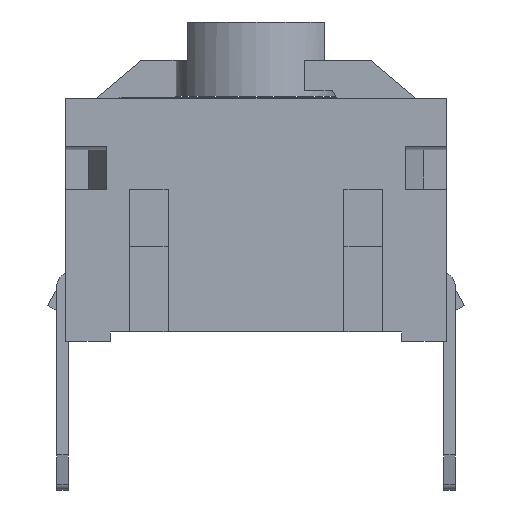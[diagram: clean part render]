
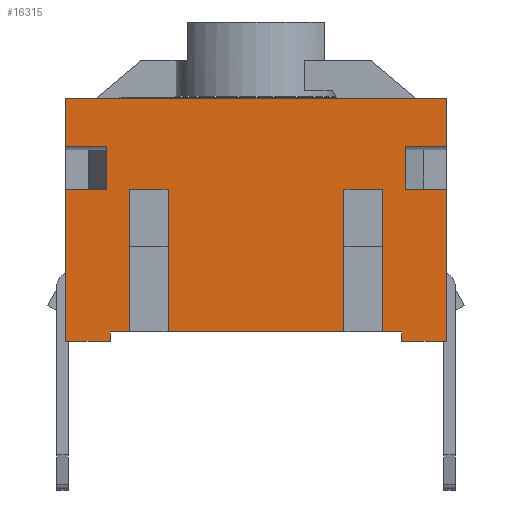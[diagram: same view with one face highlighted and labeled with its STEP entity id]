
A CAD part, front view. The second image highlights one B-rep face of the part: STEP entity #16315.
In plain terms, the highlighted planar face has unit normal (0, -1, 0).
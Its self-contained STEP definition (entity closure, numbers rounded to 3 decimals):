
#2988 = VERTEX_POINT('',#2989);
#2989 = CARTESIAN_POINT('',(-5.,-5.,0.));
#2995 = EDGE_CURVE('',#2988,#2996,#2998,.T.);
#2996 = VERTEX_POINT('',#2997);
#2997 = CARTESIAN_POINT('',(-5.,-5.,4.));
#2998 = LINE('',#2999,#3000);
#2999 = CARTESIAN_POINT('',(-5.,-5.,0.));
#3000 = VECTOR('',#3001,1.);
#3001 = DIRECTION('',(0.,0.,1.));
#5830 = VERTEX_POINT('',#5831);
#5831 = CARTESIAN_POINT('',(-2.31,-5.,4.));
#5837 = EDGE_CURVE('',#5838,#5830,#5840,.T.);
#5838 = VERTEX_POINT('',#5839);
#5839 = CARTESIAN_POINT('',(-3.31,-5.,4.));
#5840 = LINE('',#5841,#5842);
#5841 = CARTESIAN_POINT('',(-3.31,-5.,4.));
#5842 = VECTOR('',#5843,1.);
#5843 = DIRECTION('',(1.,0.,0.));
#5910 = VERTEX_POINT('',#5911);
#5911 = CARTESIAN_POINT('',(3.31,-5.,4.));
#5917 = EDGE_CURVE('',#5918,#5910,#5920,.T.);
#5918 = VERTEX_POINT('',#5919);
#5919 = CARTESIAN_POINT('',(2.31,-5.,4.));
#5920 = LINE('',#5921,#5922);
#5921 = CARTESIAN_POINT('',(2.31,-5.,4.));
#5922 = VECTOR('',#5923,1.);
#5923 = DIRECTION('',(1.,0.,0.));
#9042 = VERTEX_POINT('',#9043);
#9043 = CARTESIAN_POINT('',(-3.912,-5.,5.116));
#9050 = EDGE_CURVE('',#9042,#9051,#9053,.T.);
#9051 = VERTEX_POINT('',#9052);
#9052 = CARTESIAN_POINT('',(-5.,-5.,5.116));
#9053 = LINE('',#9054,#9055);
#9054 = CARTESIAN_POINT('',(-3.912,-5.,5.116));
#9055 = VECTOR('',#9056,1.);
#9056 = DIRECTION('',(-1.,0.,0.));
#9126 = EDGE_CURVE('',#9127,#9129,#9131,.T.);
#9127 = VERTEX_POINT('',#9128);
#9128 = CARTESIAN_POINT('',(5.,-5.,5.116));
#9129 = VERTEX_POINT('',#9130);
#9130 = CARTESIAN_POINT('',(3.912,-5.,5.116));
#9131 = LINE('',#9132,#9133);
#9132 = CARTESIAN_POINT('',(5.,-5.,5.116));
#9133 = VECTOR('',#9134,1.);
#9134 = DIRECTION('',(-1.,0.,0.));
#9294 = EDGE_CURVE('',#9295,#9129,#9297,.T.);
#9295 = VERTEX_POINT('',#9296);
#9296 = CARTESIAN_POINT('',(3.912,-5.,4.));
#9297 = LINE('',#9298,#9299);
#9298 = CARTESIAN_POINT('',(3.912,-5.,4.));
#9299 = VECTOR('',#9300,1.);
#9300 = DIRECTION('',(0.,0.,1.));
#9316 = EDGE_CURVE('',#9317,#9042,#9319,.T.);
#9317 = VERTEX_POINT('',#9318);
#9318 = CARTESIAN_POINT('',(-3.912,-5.,4.));
#9319 = LINE('',#9320,#9321);
#9320 = CARTESIAN_POINT('',(-3.912,-5.,4.));
#9321 = VECTOR('',#9322,1.);
#9322 = DIRECTION('',(0.,0.,1.));
#9539 = EDGE_CURVE('',#9540,#9051,#9542,.T.);
#9540 = VERTEX_POINT('',#9541);
#9541 = CARTESIAN_POINT('',(-5.,-5.,6.385));
#9542 = LINE('',#9543,#9544);
#9543 = CARTESIAN_POINT('',(-5.,-5.,6.385));
#9544 = VECTOR('',#9545,1.);
#9545 = DIRECTION('',(0.,0.,-1.));
#9638 = VERTEX_POINT('',#9639);
#9639 = CARTESIAN_POINT('',(5.,-5.,6.385));
#9645 = EDGE_CURVE('',#9127,#9638,#9646,.T.);
#9646 = LINE('',#9647,#9648);
#9647 = CARTESIAN_POINT('',(5.,-5.,5.116));
#9648 = VECTOR('',#9649,1.);
#9649 = DIRECTION('',(0.,0.,1.));
#9952 = EDGE_CURVE('',#9540,#9638,#9953,.T.);
#9953 = LINE('',#9954,#9955);
#9954 = CARTESIAN_POINT('',(-5.,-5.,6.385));
#9955 = VECTOR('',#9956,1.);
#9956 = DIRECTION('',(1.,0.,0.));
#9971 = EDGE_CURVE('',#9972,#9295,#9974,.T.);
#9972 = VERTEX_POINT('',#9973);
#9973 = CARTESIAN_POINT('',(5.,-5.,4.));
#9974 = LINE('',#9975,#9976);
#9975 = CARTESIAN_POINT('',(5.,-5.,4.));
#9976 = VECTOR('',#9977,1.);
#9977 = DIRECTION('',(-1.,0.,0.));
#10003 = EDGE_CURVE('',#9317,#2996,#10004,.T.);
#10004 = LINE('',#10005,#10006);
#10005 = CARTESIAN_POINT('',(-3.912,-5.,4.));
#10006 = VECTOR('',#10007,1.);
#10007 = DIRECTION('',(-1.,0.,0.));
#13140 = VERTEX_POINT('',#13141);
#13141 = CARTESIAN_POINT('',(2.31,-5.,0.25));
#13147 = EDGE_CURVE('',#13148,#13140,#13150,.T.);
#13148 = VERTEX_POINT('',#13149);
#13149 = CARTESIAN_POINT('',(-2.31,-5.,0.25));
#13150 = LINE('',#13151,#13152);
#13151 = CARTESIAN_POINT('',(-2.31,-5.,0.25));
#13152 = VECTOR('',#13153,1.);
#13153 = DIRECTION('',(1.,0.,0.));
#13172 = VERTEX_POINT('',#13173);
#13173 = CARTESIAN_POINT('',(-3.31,-5.,0.25));
#13179 = EDGE_CURVE('',#13180,#13172,#13182,.T.);
#13180 = VERTEX_POINT('',#13181);
#13181 = CARTESIAN_POINT('',(-3.82,-5.,0.25));
#13182 = LINE('',#13183,#13184);
#13183 = CARTESIAN_POINT('',(-3.82,-5.,0.25));
#13184 = VECTOR('',#13185,1.);
#13185 = DIRECTION('',(1.,0.,0.));
#13300 = VERTEX_POINT('',#13301);
#13301 = CARTESIAN_POINT('',(3.82,-5.,0.25));
#13307 = EDGE_CURVE('',#13308,#13300,#13310,.T.);
#13308 = VERTEX_POINT('',#13309);
#13309 = CARTESIAN_POINT('',(3.31,-5.,0.25));
#13310 = LINE('',#13311,#13312);
#13311 = CARTESIAN_POINT('',(3.31,-5.,0.25));
#13312 = VECTOR('',#13313,1.);
#13313 = DIRECTION('',(1.,0.,0.));
#13872 = EDGE_CURVE('',#13873,#9972,#13875,.T.);
#13873 = VERTEX_POINT('',#13874);
#13874 = CARTESIAN_POINT('',(5.,-5.,0.));
#13875 = LINE('',#13876,#13877);
#13876 = CARTESIAN_POINT('',(5.,-5.,0.));
#13877 = VECTOR('',#13878,1.);
#13878 = DIRECTION('',(0.,0.,1.));
#16100 = EDGE_CURVE('',#5830,#13148,#16101,.T.);
#16101 = LINE('',#16102,#16103);
#16102 = CARTESIAN_POINT('',(-2.31,-5.,4.));
#16103 = VECTOR('',#16104,1.);
#16104 = DIRECTION('',(0.,0.,-1.));
#16141 = EDGE_CURVE('',#5910,#13308,#16142,.T.);
#16142 = LINE('',#16143,#16144);
#16143 = CARTESIAN_POINT('',(3.31,-5.,4.));
#16144 = VECTOR('',#16145,1.);
#16145 = DIRECTION('',(0.,0.,-1.));
#16175 = EDGE_CURVE('',#13140,#5918,#16176,.T.);
#16176 = LINE('',#16177,#16178);
#16177 = CARTESIAN_POINT('',(2.31,-5.,0.25));
#16178 = VECTOR('',#16179,1.);
#16179 = DIRECTION('',(0.,0.,1.));
#16194 = EDGE_CURVE('',#13172,#5838,#16195,.T.);
#16195 = LINE('',#16196,#16197);
#16196 = CARTESIAN_POINT('',(-3.31,-5.,0.25));
#16197 = VECTOR('',#16198,1.);
#16198 = DIRECTION('',(0.,0.,1.));
#16315 = ADVANCED_FACE('',(#16316),#16366,.T.);
#16316 = FACE_BOUND('',#16317,.T.);
#16317 = EDGE_LOOP('',(#16318,#16319,#16320,#16328,#16334,#16335,#16336,
    #16337,#16338,#16339,#16340,#16341,#16342,#16343,#16344,#16345,
    #16353,#16359,#16360,#16361,#16362,#16363,#16364,#16365));
#16318 = ORIENTED_EDGE('',*,*,#16141,.T.);
#16319 = ORIENTED_EDGE('',*,*,#13307,.T.);
#16320 = ORIENTED_EDGE('',*,*,#16321,.T.);
#16321 = EDGE_CURVE('',#13300,#16322,#16324,.T.);
#16322 = VERTEX_POINT('',#16323);
#16323 = CARTESIAN_POINT('',(3.82,-5.,0.));
#16324 = LINE('',#16325,#16326);
#16325 = CARTESIAN_POINT('',(3.82,-5.,0.25));
#16326 = VECTOR('',#16327,1.);
#16327 = DIRECTION('',(0.,0.,-1.));
#16328 = ORIENTED_EDGE('',*,*,#16329,.F.);
#16329 = EDGE_CURVE('',#13873,#16322,#16330,.T.);
#16330 = LINE('',#16331,#16332);
#16331 = CARTESIAN_POINT('',(5.,-5.,0.));
#16332 = VECTOR('',#16333,1.);
#16333 = DIRECTION('',(-1.,0.,0.));
#16334 = ORIENTED_EDGE('',*,*,#13872,.T.);
#16335 = ORIENTED_EDGE('',*,*,#9971,.T.);
#16336 = ORIENTED_EDGE('',*,*,#9294,.T.);
#16337 = ORIENTED_EDGE('',*,*,#9126,.F.);
#16338 = ORIENTED_EDGE('',*,*,#9645,.T.);
#16339 = ORIENTED_EDGE('',*,*,#9952,.F.);
#16340 = ORIENTED_EDGE('',*,*,#9539,.T.);
#16341 = ORIENTED_EDGE('',*,*,#9050,.F.);
#16342 = ORIENTED_EDGE('',*,*,#9316,.F.);
#16343 = ORIENTED_EDGE('',*,*,#10003,.T.);
#16344 = ORIENTED_EDGE('',*,*,#2995,.F.);
#16345 = ORIENTED_EDGE('',*,*,#16346,.F.);
#16346 = EDGE_CURVE('',#16347,#2988,#16349,.T.);
#16347 = VERTEX_POINT('',#16348);
#16348 = CARTESIAN_POINT('',(-3.82,-5.,0.));
#16349 = LINE('',#16350,#16351);
#16350 = CARTESIAN_POINT('',(-3.82,-5.,0.));
#16351 = VECTOR('',#16352,1.);
#16352 = DIRECTION('',(-1.,0.,0.));
#16353 = ORIENTED_EDGE('',*,*,#16354,.T.);
#16354 = EDGE_CURVE('',#16347,#13180,#16355,.T.);
#16355 = LINE('',#16356,#16357);
#16356 = CARTESIAN_POINT('',(-3.82,-5.,0.));
#16357 = VECTOR('',#16358,1.);
#16358 = DIRECTION('',(0.,0.,1.));
#16359 = ORIENTED_EDGE('',*,*,#13179,.T.);
#16360 = ORIENTED_EDGE('',*,*,#16194,.T.);
#16361 = ORIENTED_EDGE('',*,*,#5837,.T.);
#16362 = ORIENTED_EDGE('',*,*,#16100,.T.);
#16363 = ORIENTED_EDGE('',*,*,#13147,.T.);
#16364 = ORIENTED_EDGE('',*,*,#16175,.T.);
#16365 = ORIENTED_EDGE('',*,*,#5917,.T.);
#16366 = PLANE('',#16367);
#16367 = AXIS2_PLACEMENT_3D('',#16368,#16369,#16370);
#16368 = CARTESIAN_POINT('',(5.,-5.,0.));
#16369 = DIRECTION('',(0.,-1.,0.));
#16370 = DIRECTION('',(0.,0.,-1.));
